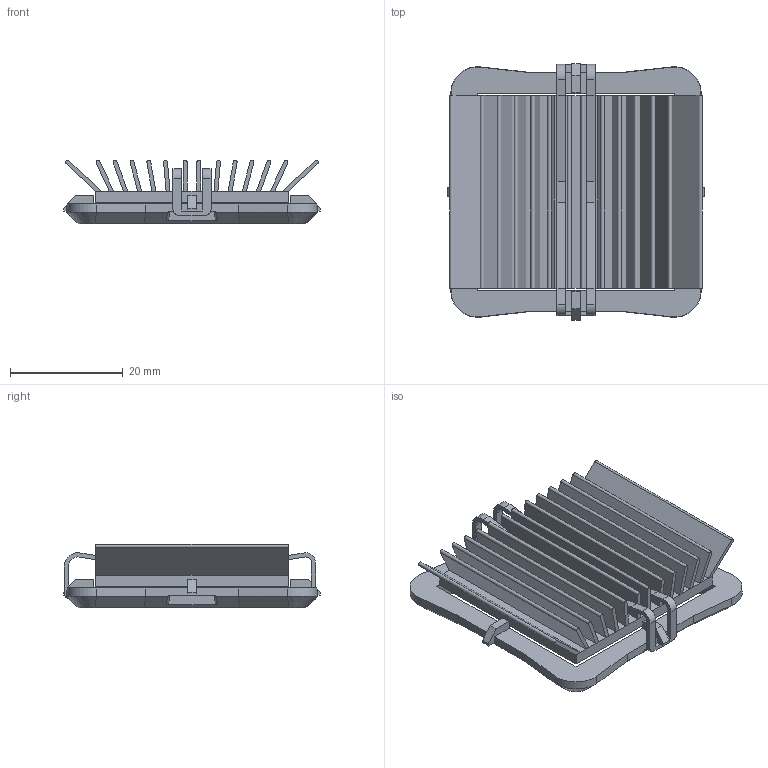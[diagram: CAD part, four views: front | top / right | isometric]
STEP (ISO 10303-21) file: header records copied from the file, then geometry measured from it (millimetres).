
FILE_DESCRIPTION(/* description */ (''),/* implementation_level */ '2;1');
FILE_NAME(/* name */ 'HSINK_ATS_ATS-50350B-C1-R0.stp',/* time_stamp */ '2016-11-30T16:31:52+01:00',/* author */ ('jchouvet'),/* organization */ (' '),/* preprocessor_version */ 'ST-DEVELOPER v16.1',/* originating_system */ 'AutoCAD Mechanical',/* authorisation */ '');
FILE_SCHEMA (('AUTOMOTIVE_DESIGN { 1 0 10303 214 3 1 1 }'));
Length unit declared in the file: millimetre
Products named in the file (1): Product
Bounding box: 45.5 x 45.5 x 11.25 mm (x, y, z)
Volume: 6354.7 mm3; surface area: 11902.1 mm2
Topology: 20 solids, 20 shells, 245 faces, 602 edges, 396 vertices
Faces by surface type: plane 200, cylinder 37, cone 8
Entity records: 7175 total; most frequent: CARTESIAN_POINT 1244, ORIENTED_EDGE 1204, DIRECTION 1190, EDGE_CURVE 602, LINE 506, VECTOR 506, VERTEX_POINT 396, AXIS2_PLACEMENT_3D 342
